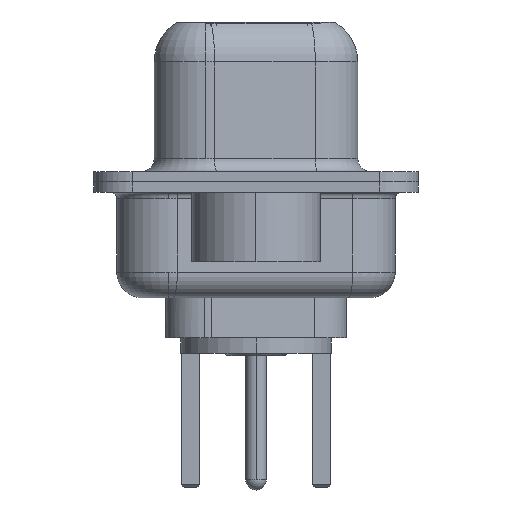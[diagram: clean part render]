
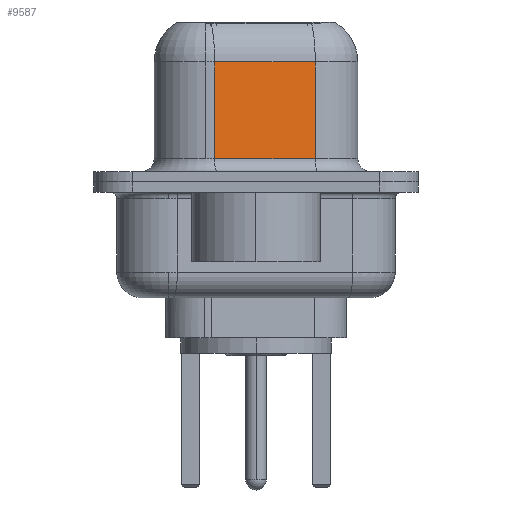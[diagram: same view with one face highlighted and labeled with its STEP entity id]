
A CAD part, left-side view. The second image highlights one B-rep face of the part: STEP entity #9587.
In plain terms, the highlighted planar face has unit normal (-0.985, -0.174, 0).
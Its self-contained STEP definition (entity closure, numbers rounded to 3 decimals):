
#33 = DIRECTION ( 'NONE',  ( -0.174, 0.985, 0. ) ) ;
#63 = AXIS2_PLACEMENT_3D ( 'NONE', #10669, #11652, #12737 ) ;
#389 = VECTOR ( 'NONE', #11578, 1000. ) ;
#733 = LINE ( 'NONE', #1901, #389 ) ;
#900 = VERTEX_POINT ( 'NONE', #4244 ) ;
#1549 = VERTEX_POINT ( 'NONE', #3646 ) ;
#1561 = LINE ( 'NONE', #8495, #4512 ) ;
#1889 = DIRECTION ( 'NONE',  ( 0., 0., -1. ) ) ;
#1901 = CARTESIAN_POINT ( 'NONE',  ( 5.068, -2.297, 6.4 ) ) ;
#2046 = LINE ( 'NONE', #2099, #13424 ) ;
#2099 = CARTESIAN_POINT ( 'NONE',  ( 5.068, -2.297, 0.9 ) ) ;
#2777 = CARTESIAN_POINT ( 'NONE',  ( 5.068, -2.297, 0.9 ) ) ;
#2812 = EDGE_CURVE ( 'NONE', #1549, #900, #6076, .T. ) ;
#3646 = CARTESIAN_POINT ( 'NONE',  ( 5.068, -2.297, 4.65 ) ) ;
#3747 = FACE_OUTER_BOUND ( 'NONE', #10630, .T. ) ;
#4244 = CARTESIAN_POINT ( 'NONE',  ( 4.38, 1.603, 4.65 ) ) ;
#4366 = VERTEX_POINT ( 'NONE', #11657 ) ;
#4512 = VECTOR ( 'NONE', #1889, 1000. ) ;
#5375 = PLANE ( 'NONE',  #63 ) ;
#6070 = ORIENTED_EDGE ( 'NONE', *, *, #11354, .T. ) ;
#6076 = LINE ( 'NONE', #9594, #11330 ) ;
#8495 = CARTESIAN_POINT ( 'NONE',  ( 4.38, 1.603, 6.4 ) ) ;
#8581 = ORIENTED_EDGE ( 'NONE', *, *, #13296, .T. ) ;
#9587 = ADVANCED_FACE ( 'NONE', ( #3747 ), #5375, .F. ) ;
#9594 = CARTESIAN_POINT ( 'NONE',  ( 5.068, -2.297, 4.65 ) ) ;
#9689 = DIRECTION ( 'NONE',  ( 0.174, -0.985, 0. ) ) ;
#10343 = ORIENTED_EDGE ( 'NONE', *, *, #13761, .F. ) ;
#10630 = EDGE_LOOP ( 'NONE', ( #10343, #13234, #6070, #8581 ) ) ;
#10669 = CARTESIAN_POINT ( 'NONE',  ( 5.068, -2.297, 6.4 ) ) ;
#11160 = VERTEX_POINT ( 'NONE', #2777 ) ;
#11330 = VECTOR ( 'NONE', #33, 1000. ) ;
#11354 = EDGE_CURVE ( 'NONE', #900, #4366, #1561, .T. ) ;
#11578 = DIRECTION ( 'NONE',  ( 0., 0., -1. ) ) ;
#11652 = DIRECTION ( 'NONE',  ( 0.985, 0.174, 0. ) ) ;
#11657 = CARTESIAN_POINT ( 'NONE',  ( 4.38, 1.603, 0.9 ) ) ;
#12737 = DIRECTION ( 'NONE',  ( -0.174, 0.985, 0. ) ) ;
#13234 = ORIENTED_EDGE ( 'NONE', *, *, #2812, .T. ) ;
#13296 = EDGE_CURVE ( 'NONE', #4366, #11160, #2046, .T. ) ;
#13424 = VECTOR ( 'NONE', #9689, 1000. ) ;
#13761 = EDGE_CURVE ( 'NONE', #1549, #11160, #733, .T. ) ;
